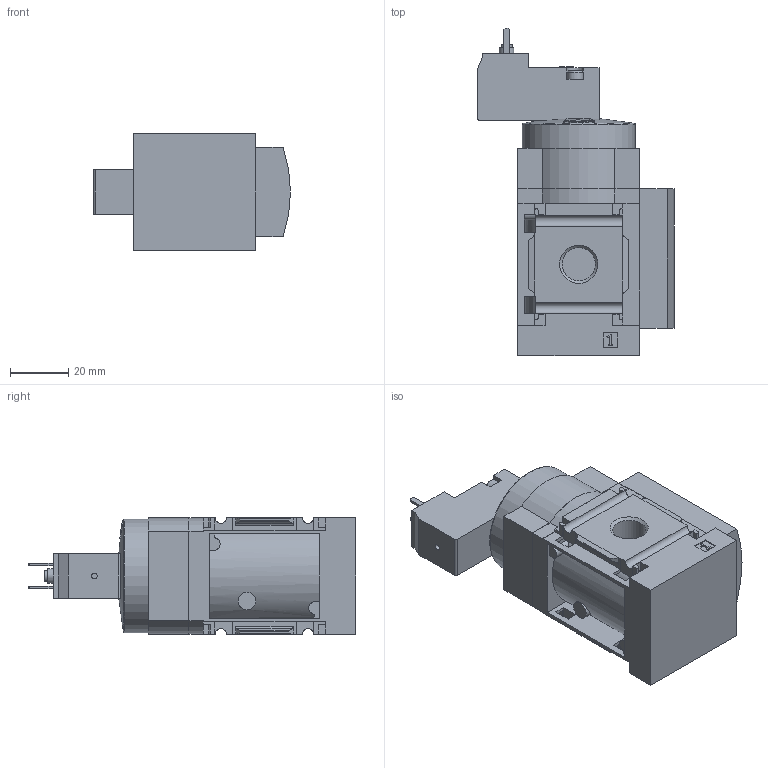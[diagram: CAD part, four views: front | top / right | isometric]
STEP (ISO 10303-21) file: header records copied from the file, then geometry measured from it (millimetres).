
FILE_DESCRIPTION(/* description */ ('STEP AP214'),/* implementation_level */ '2;1');
FILE_NAME(/* name */ '542558_MS4-DE-1_4-10V24',/* time_stamp */ '2024-09-03T14:33:33+02:00',/* author */ ('License CC BY-ND 4.0'),/* organization */ ('CADENAS'),/* preprocessor_version */ 'ST-DEVELOPER v19.3',/* originating_system */ 'PARTsolutions',/* authorisation */ ' ');
FILE_SCHEMA (('AUTOMOTIVE_DESIGN {1 0 10303 214 3 1 1}'));
Length unit declared in the file: millimetre
Products named in the file (2): 542558 MS4-DE-1/4-10V24; 527713 MS4-DE-1/4-10V24-0D
Assembly tree (1 placements, depth 2):
  542558 MS4-DE-1/4-10V24
    527713 MS4-DE-1/4-10V24-0D
Bounding box: 67.85 x 112.9 x 40.2 mm (x, y, z)
Volume: 143853.4 mm3; surface area: 23882.3 mm2
Topology: 1 solids, 1 shells, 358 faces, 958 edges, 621 vertices
Faces by surface type: plane 266, cylinder 62, cone 23, sphere 6, torus 1
Full cylindrical faces by diameter (mm): 2 x1, 2.013 x1, 2.5 x1, 3.8 x1, 4 x1, 4.8 x1, 5 x2, 5.5 x2, 6.1 x1, 11.445 x2, 39 x1
Entity records: 13503 total; most frequent: CARTESIAN_POINT 2023, ORIENTED_EDGE 1844, DIRECTION 1834, EDGE_CURVE 922, LINE 678, VECTOR 678, VERTEX_POINT 612, AXIS2_PLACEMENT_3D 578
